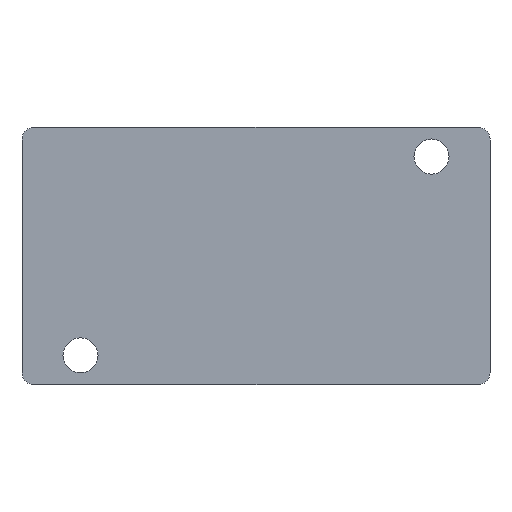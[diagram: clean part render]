
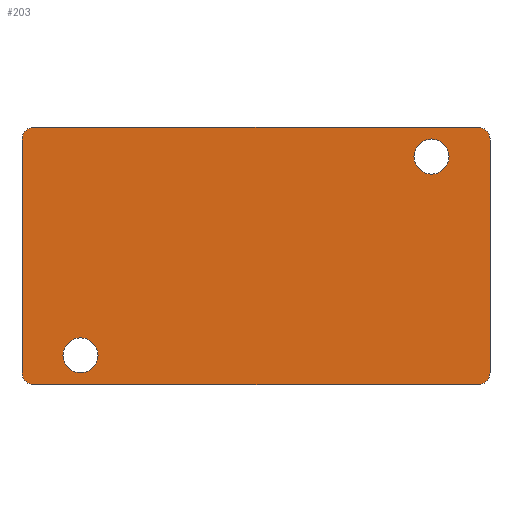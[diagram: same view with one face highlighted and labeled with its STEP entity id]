
A CAD part, front view. The second image highlights one B-rep face of the part: STEP entity #203.
In plain terms, the highlighted planar face has unit normal (0, -1, 0).
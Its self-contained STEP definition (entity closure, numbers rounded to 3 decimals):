
#2 = VERTEX_POINT ( 'NONE', #201 ) ;
#10 = PLANE ( 'NONE',  #367 ) ;
#12 = CARTESIAN_POINT ( 'NONE',  ( 39., 0., -1. ) ) ;
#13 = VERTEX_POINT ( 'NONE', #198 ) ;
#19 = CARTESIAN_POINT ( 'NONE',  ( 0., 0., -21. ) ) ;
#24 = CARTESIAN_POINT ( 'NONE',  ( 1., 0., -22. ) ) ;
#36 = VECTOR ( 'NONE', #48, 1000. ) ;
#38 = VERTEX_POINT ( 'NONE', #364 ) ;
#41 = LINE ( 'NONE', #316, #207 ) ;
#47 = VERTEX_POINT ( 'NONE', #470 ) ;
#48 = DIRECTION ( 'NONE',  ( 0., 0., 1. ) ) ;
#52 = ORIENTED_EDGE ( 'NONE', *, *, #120, .T. ) ;
#56 = DIRECTION ( 'NONE',  ( 0., 0., -1. ) ) ;
#57 = CARTESIAN_POINT ( 'NONE',  ( 0., 0., 0. ) ) ;
#64 = EDGE_LOOP ( 'NONE', ( #191, #324 ) ) ;
#65 = CARTESIAN_POINT ( 'NONE',  ( 0., 0., 0. ) ) ;
#73 = EDGE_CURVE ( 'NONE', #227, #2, #273, .T. ) ;
#79 = ORIENTED_EDGE ( 'NONE', *, *, #267, .T. ) ;
#83 = EDGE_CURVE ( 'NONE', #47, #390, #149, .T. ) ;
#84 = VERTEX_POINT ( 'NONE', #281 ) ;
#85 = EDGE_CURVE ( 'NONE', #47, #352, #41, .T. ) ;
#89 = EDGE_CURVE ( 'NONE', #356, #121, #170, .T. ) ;
#102 = FACE_BOUND ( 'NONE', #233, .T. ) ;
#103 = EDGE_LOOP ( 'NONE', ( #123, #116, #184, #136, #423, #52, #150, #457 ) ) ;
#113 = EDGE_CURVE ( 'NONE', #356, #390, #144, .T. ) ;
#116 = ORIENTED_EDGE ( 'NONE', *, *, #83, .T. ) ;
#120 = EDGE_CURVE ( 'NONE', #484, #84, #422, .T. ) ;
#121 = VERTEX_POINT ( 'NONE', #24 ) ;
#122 = CARTESIAN_POINT ( 'NONE',  ( 1., 0., -21. ) ) ;
#123 = ORIENTED_EDGE ( 'NONE', *, *, #85, .F. ) ;
#127 = DIRECTION ( 'NONE',  ( 0., 1., 0. ) ) ;
#132 = CIRCLE ( 'NONE', #289, 1.5 ) ;
#136 = ORIENTED_EDGE ( 'NONE', *, *, #89, .T. ) ;
#141 = EDGE_CURVE ( 'NONE', #416, #84, #241, .T. ) ;
#143 = CARTESIAN_POINT ( 'NONE',  ( 39., 0., 0. ) ) ;
#144 = LINE ( 'NONE', #65, #36 ) ;
#149 = CIRCLE ( 'NONE', #458, 1. ) ;
#150 = ORIENTED_EDGE ( 'NONE', *, *, #141, .F. ) ;
#165 = DIRECTION ( 'NONE',  ( 0., 1., 0. ) ) ;
#166 = EDGE_CURVE ( 'NONE', #38, #13, #220, .T. ) ;
#170 = CIRCLE ( 'NONE', #463, 1. ) ;
#184 = ORIENTED_EDGE ( 'NONE', *, *, #113, .F. ) ;
#190 = FACE_OUTER_BOUND ( 'NONE', #103, .T. ) ;
#191 = ORIENTED_EDGE ( 'NONE', *, *, #328, .T. ) ;
#194 = ORIENTED_EDGE ( 'NONE', *, *, #166, .T. ) ;
#198 = CARTESIAN_POINT ( 'NONE',  ( 35., 0., -4. ) ) ;
#201 = CARTESIAN_POINT ( 'NONE',  ( 5., 0., -21. ) ) ;
#203 = ADVANCED_FACE ( 'NONE', ( #382, #190, #102 ), #10, .T. ) ;
#207 = VECTOR ( 'NONE', #311, 1000. ) ;
#213 = DIRECTION ( 'NONE',  ( 0., 1., 0. ) ) ;
#220 = CIRCLE ( 'NONE', #386, 1.5 ) ;
#227 = VERTEX_POINT ( 'NONE', #265 ) ;
#232 = VECTOR ( 'NONE', #298, 1000. ) ;
#233 = EDGE_LOOP ( 'NONE', ( #79, #194 ) ) ;
#235 = VECTOR ( 'NONE', #464, 1000. ) ;
#241 = LINE ( 'NONE', #253, #232 ) ;
#246 = CIRCLE ( 'NONE', #306, 1. ) ;
#251 = CARTESIAN_POINT ( 'NONE',  ( 0., 0., -22. ) ) ;
#253 = CARTESIAN_POINT ( 'NONE',  ( 40., 0., 0. ) ) ;
#265 = CARTESIAN_POINT ( 'NONE',  ( 5., 0., -18. ) ) ;
#267 = EDGE_CURVE ( 'NONE', #13, #38, #350, .T. ) ;
#273 = CIRCLE ( 'NONE', #480, 1.5 ) ;
#276 = EDGE_CURVE ( 'NONE', #416, #352, #246, .T. ) ;
#281 = CARTESIAN_POINT ( 'NONE',  ( 40., 0., -21. ) ) ;
#284 = DIRECTION ( 'NONE',  ( 0., -1., 0. ) ) ;
#288 = DIRECTION ( 'NONE',  ( 0., -1., 0. ) ) ;
#289 = AXIS2_PLACEMENT_3D ( 'NONE', #434, #213, #468 ) ;
#291 = CARTESIAN_POINT ( 'NONE',  ( 1., 0., -1. ) ) ;
#297 = CARTESIAN_POINT ( 'NONE',  ( 0., 0., -1. ) ) ;
#298 = DIRECTION ( 'NONE',  ( 0., 0., -1. ) ) ;
#306 = AXIS2_PLACEMENT_3D ( 'NONE', #12, #288, #56 ) ;
#307 = DIRECTION ( 'NONE',  ( 0., -1., 0. ) ) ;
#310 = EDGE_CURVE ( 'NONE', #484, #121, #425, .T. ) ;
#311 = DIRECTION ( 'NONE',  ( 1., 0., 0. ) ) ;
#316 = CARTESIAN_POINT ( 'NONE',  ( 0., 0., 0. ) ) ;
#321 = AXIS2_PLACEMENT_3D ( 'NONE', #393, #165, #428 ) ;
#324 = ORIENTED_EDGE ( 'NONE', *, *, #73, .T. ) ;
#326 = DIRECTION ( 'NONE',  ( 0., 0., -1. ) ) ;
#328 = EDGE_CURVE ( 'NONE', #2, #227, #132, .T. ) ;
#329 = DIRECTION ( 'NONE',  ( 0., 0., 1. ) ) ;
#330 = DIRECTION ( 'NONE',  ( 0., -1., 0. ) ) ;
#332 = DIRECTION ( 'NONE',  ( 0., 1., 0. ) ) ;
#336 = DIRECTION ( 'NONE',  ( 0., 0., -1. ) ) ;
#340 = DIRECTION ( 'NONE',  ( 0., 0., -1. ) ) ;
#350 = CIRCLE ( 'NONE', #321, 1.5 ) ;
#352 = VERTEX_POINT ( 'NONE', #143 ) ;
#356 = VERTEX_POINT ( 'NONE', #19 ) ;
#357 = DIRECTION ( 'NONE',  ( 0., 0., 1. ) ) ;
#358 = DIRECTION ( 'NONE',  ( 0., -1., 0. ) ) ;
#364 = CARTESIAN_POINT ( 'NONE',  ( 35., 0., -1. ) ) ;
#367 = AXIS2_PLACEMENT_3D ( 'NONE', #57, #307, #450 ) ;
#368 = CARTESIAN_POINT ( 'NONE',  ( 35., 0., -2.5 ) ) ;
#375 = CARTESIAN_POINT ( 'NONE',  ( 39., 0., -21. ) ) ;
#382 = FACE_BOUND ( 'NONE', #64, .T. ) ;
#386 = AXIS2_PLACEMENT_3D ( 'NONE', #368, #332, #329 ) ;
#390 = VERTEX_POINT ( 'NONE', #297 ) ;
#393 = CARTESIAN_POINT ( 'NONE',  ( 35., 0., -2.5 ) ) ;
#414 = AXIS2_PLACEMENT_3D ( 'NONE', #375, #358, #340 ) ;
#416 = VERTEX_POINT ( 'NONE', #471 ) ;
#422 = CIRCLE ( 'NONE', #414, 1. ) ;
#423 = ORIENTED_EDGE ( 'NONE', *, *, #310, .F. ) ;
#425 = LINE ( 'NONE', #251, #235 ) ;
#428 = DIRECTION ( 'NONE',  ( 0., 0., 1. ) ) ;
#434 = CARTESIAN_POINT ( 'NONE',  ( 5., 0., -19.5 ) ) ;
#441 = CARTESIAN_POINT ( 'NONE',  ( 39., 0., -22. ) ) ;
#450 = DIRECTION ( 'NONE',  ( 0., 0., -1. ) ) ;
#457 = ORIENTED_EDGE ( 'NONE', *, *, #276, .T. ) ;
#458 = AXIS2_PLACEMENT_3D ( 'NONE', #291, #330, #326 ) ;
#463 = AXIS2_PLACEMENT_3D ( 'NONE', #122, #284, #336 ) ;
#464 = DIRECTION ( 'NONE',  ( -1., 0., 0. ) ) ;
#468 = DIRECTION ( 'NONE',  ( 0., 0., 1. ) ) ;
#470 = CARTESIAN_POINT ( 'NONE',  ( 1., 0., 0. ) ) ;
#471 = CARTESIAN_POINT ( 'NONE',  ( 40., 0., -1. ) ) ;
#480 = AXIS2_PLACEMENT_3D ( 'NONE', #489, #127, #357 ) ;
#484 = VERTEX_POINT ( 'NONE', #441 ) ;
#489 = CARTESIAN_POINT ( 'NONE',  ( 5., 0., -19.5 ) ) ;
